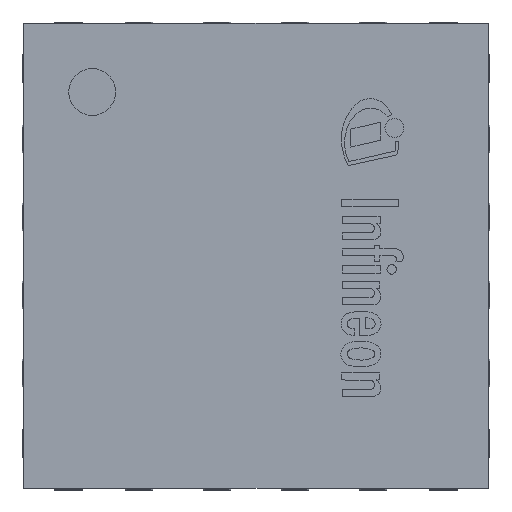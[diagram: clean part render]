
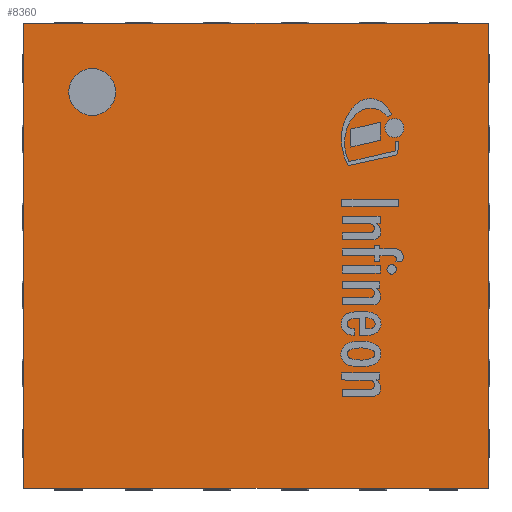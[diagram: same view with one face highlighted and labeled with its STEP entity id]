
A CAD part, top view. The second image highlights one B-rep face of the part: STEP entity #8360.
In plain terms, the highlighted planar face has unit normal (0, 0, 1).
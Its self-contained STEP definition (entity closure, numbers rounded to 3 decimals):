
#639=LINE('',#13220,#1661);
#651=LINE('',#13237,#1673);
#662=LINE('',#13253,#1684);
#672=LINE('',#13279,#1694);
#1661=VECTOR('',#10345,1000.);
#1673=VECTOR('',#10365,1000.);
#1684=VECTOR('',#10384,1000.);
#1694=VECTOR('',#10426,1000.);
#2468=PLANE('',#8926);
#2670=FACE_BOUND('',#3422,.T.);
#2937=FACE_OUTER_BOUND('',#3421,.T.);
#3421=EDGE_LOOP('',(#7020,#7021,#7022,#7023));
#3422=EDGE_LOOP('',(#7024));
#3677=CIRCLE('',#8925,0.15);
#4182=VERTEX_POINT('',#13217);
#4183=VERTEX_POINT('',#13219);
#4184=VERTEX_POINT('',#13235);
#4185=VERTEX_POINT('',#13251);
#4187=VERTEX_POINT('',#13283);
#5178=EDGE_CURVE('',#4183,#4182,#639,.T.);
#5190=EDGE_CURVE('',#4182,#4184,#651,.T.);
#5201=EDGE_CURVE('',#4184,#4185,#662,.T.);
#5211=EDGE_CURVE('',#4185,#4183,#672,.T.);
#5213=EDGE_CURVE('',#4187,#4187,#3677,.T.);
#7020=ORIENTED_EDGE('',*,*,#5211,.T.);
#7021=ORIENTED_EDGE('',*,*,#5178,.T.);
#7022=ORIENTED_EDGE('',*,*,#5190,.T.);
#7023=ORIENTED_EDGE('',*,*,#5201,.T.);
#7024=ORIENTED_EDGE('',*,*,#5213,.F.);
#8360=ADVANCED_FACE('',(#2937,#2670),#2468,.T.);
#8925=AXIS2_PLACEMENT_3D('',#13284,#10431,#10432);
#8926=AXIS2_PLACEMENT_3D('',#13285,#10433,#10434);
#10345=DIRECTION('',(0.,1.,0.));
#10365=DIRECTION('',(-1.,0.,0.));
#10384=DIRECTION('',(0.,-1.,0.));
#10426=DIRECTION('',(1.,0.,0.));
#10431=DIRECTION('center_axis',(0.,0.,1.));
#10432=DIRECTION('ref_axis',(0.,-1.,0.));
#10433=DIRECTION('center_axis',(0.,0.,1.));
#10434=DIRECTION('ref_axis',(0.,-1.,0.));
#13217=CARTESIAN_POINT('',(1.49,1.49,0.9));
#13219=CARTESIAN_POINT('',(1.49,-1.49,0.9));
#13220=CARTESIAN_POINT('',(1.49,1.49,0.9));
#13235=CARTESIAN_POINT('',(-1.49,1.49,0.9));
#13237=CARTESIAN_POINT('',(1.49,1.49,0.9));
#13251=CARTESIAN_POINT('',(-1.49,-1.49,0.9));
#13253=CARTESIAN_POINT('',(-1.49,1.49,0.9));
#13279=CARTESIAN_POINT('',(1.49,-1.49,0.9));
#13283=CARTESIAN_POINT('',(-1.05,0.9,0.9));
#13284=CARTESIAN_POINT('Origin',(-1.05,1.05,0.9));
#13285=CARTESIAN_POINT('Origin',(0.,0.,0.9));
